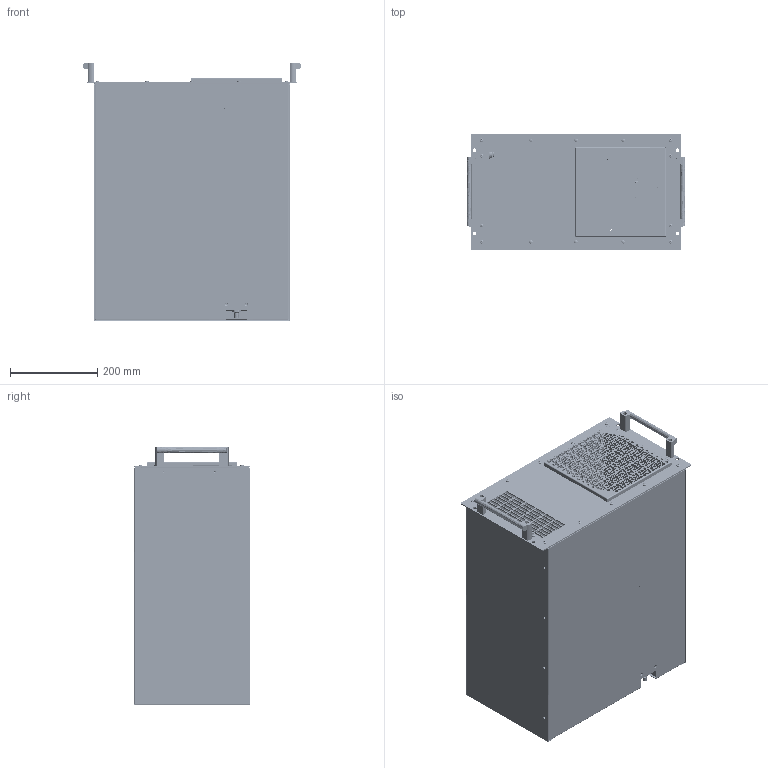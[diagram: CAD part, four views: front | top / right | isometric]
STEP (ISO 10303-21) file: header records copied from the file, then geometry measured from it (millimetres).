
FILE_DESCRIPTION((''),'2;1');
FILE_NAME('KG-4534_COMPLETE_ASSSEMBLY_ASM_ASM','2018-12-06T12:40:01',('andreasd'),(''),'CREO PARAMETRIC BY PTC INC, 2018260','CREO PARAMETRIC BY PTC INC, 2018260','');
FILE_SCHEMA(('CONFIG_CONTROL_DESIGN'));
Products named in the file (38): KG4534_BASE_1; POPNUT_M4_HEX_CLOSED_STEEL_1; KG4534_INS_BACK_OF_BASE_1; KG4534_INS_BASE_1; KG4534_CORNER_BRACKETS_1; M4_X_9_5_120_CSINK_AL_RIVETED_1; FH-M4-10_1; KG4533_DRAIN_HOOD_1; DRAIN_FITTING_BRBD_BRBD_2_1; WATER_TRAY_DRAIN_BUSH_NUT_1; KG4533_DRAIN_HOOD_ASM_1_ASM; KG4534_BASE_ASM_1_ASM; KG4534_BLOWER_BRACKET_1; CABLE_HOLDER_5_2_1; GROMMET_10_14_1; SCREW_DIN_7985-M4X6_Z_PL_1; M4_X_7_9_AL_ST_PULLED_1; KG4534_INS_BLOWER_BRACKET_1; TERMINAL_BLOCK_LK980-01_4-POLE_; TERMINAL_BLOCK_LK980-01_2-POLE_; KG4534_BLOWER_ASSEMBLY_ASM_1_ASM; KG4533_CONTROLLER_BRACKET_1; FH-M3-18_1; KG4534SK9526_ELEC_BRACKET_ASM_1_ASM; CAREL_PJEZS0GB00_1; KG4310_CONNECTOR_BRACKET_1; WAGO_723-609_019-000_1; KG-4315_CONNECTOR_BRKT_ASM_1_ASM; KG4533_CONTROLLER_ASSMEBLY_ASM__ASM; KG4534_COVER_1; EARTH_LUG_6_3_DOUBLE_WELD_1; KG4534_COVER_ASS_ASM_1_ASM; KG4534_FRONT_PANEL_1; KG4534_FILTER_RETAINER_1; SCREW_DIN_7985-M4X10_Z_PL_1; KNUERR_4HE_GRIP_RIGHT_1; KG-4534_COMPLETE_ASSSEMBLY_ASM__ASM; KG-4534_COMPLETE_ASSSEMBLY_ASM_ASM
Assembly tree (107 placements, depth 5):
  KG-4534_COMPLETE_ASSSEMBLY_ASM_ASM
    KG-4534_COMPLETE_ASSSEMBLY_ASM__ASM
      KG4534_BASE_ASM_1_ASM
        KG4534_BASE_1
        POPNUT_M4_HEX_CLOSED_STEEL_1  x13
        KG4534_INS_BACK_OF_BASE_1
        KG4534_INS_BASE_1
        KG4534_CORNER_BRACKETS_1  x3
        M4_X_9_5_120_CSINK_AL_RIVETED_1
        FH-M4-10_1
        KG4533_DRAIN_HOOD_ASM_1_ASM
          KG4533_DRAIN_HOOD_1
          DRAIN_FITTING_BRBD_BRBD_2_1
          WATER_TRAY_DRAIN_BUSH_NUT_1
      KG4534_BLOWER_ASSEMBLY_ASM_1_ASM
        KG4534_BLOWER_BRACKET_1
        CABLE_HOLDER_5_2_1
        GROMMET_10_14_1
        SCREW_DIN_7985-M4X6_Z_PL_1  x8
        M4_X_7_9_AL_ST_PULLED_1  x7
        KG4534_INS_BLOWER_BRACKET_1
        TERMINAL_BLOCK_LK980-01_4-POLE_
        TERMINAL_BLOCK_LK980-01_2-POLE_
      M4_X_9_5_120_CSINK_AL_RIVETED_1  x16
      KG4533_CONTROLLER_ASSMEBLY_ASM__ASM
        KG4534SK9526_ELEC_BRACKET_ASM_1_ASM
          KG4533_CONTROLLER_BRACKET_1
          FH-M3-18_1  x2
        CAREL_PJEZS0GB00_1
        KG-4315_CONNECTOR_BRKT_ASM_1_ASM
          KG4310_CONNECTOR_BRACKET_1
          WAGO_723-609_019-000_1
        TERMINAL_BLOCK_LK980-01_4-POLE_  x2
      KG4534_COVER_ASS_ASM_1_ASM
        KG4534_COVER_1
        POPNUT_M4_HEX_CLOSED_STEEL_1  x9
        EARTH_LUG_6_3_DOUBLE_WELD_1
      KG4534_FRONT_PANEL_1  x2
      KG4534_FILTER_RETAINER_1
      SCREW_DIN_7985-M4X10_Z_PL_1  x14
      KNUERR_4HE_GRIP_RIGHT_1  x2
Bounding box: 501 x 266.5 x 592.2 mm (x, y, z)
Volume: 3388741.2 mm3; surface area: 3905363.5 mm2
Topology: 99 solids, 99 shells, 7014 faces, 19095 edges, 12374 vertices
Faces by surface type: plane 3908, cylinder 2275, cone 438, torus 258, bspline 81, sphere 44, extrusion 10
Entity records: 157098 total; most frequent: CARTESIAN_POINT 34303, ORIENTED_EDGE 25066, DIRECTION 24930, EDGE_CURVE 12533, VECTOR 8554, LINE 8547, VERTEX_POINT 8220, AXIS2_PLACEMENT_3D 8188
